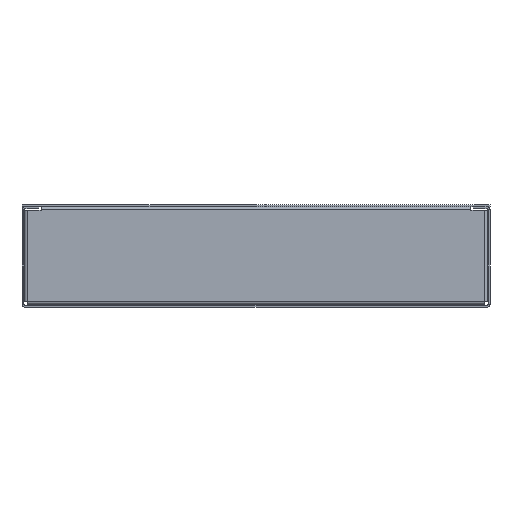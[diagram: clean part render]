
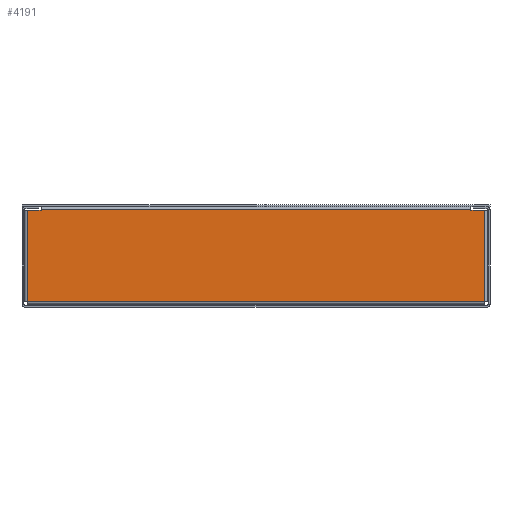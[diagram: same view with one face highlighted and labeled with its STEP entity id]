
A CAD part, front view. The second image highlights one B-rep face of the part: STEP entity #4191.
In plain terms, the highlighted planar face has unit normal (0, -1, 0).
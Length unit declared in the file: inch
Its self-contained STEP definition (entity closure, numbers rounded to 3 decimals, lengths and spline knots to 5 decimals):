
#260 = CARTESIAN_POINT ( 'NONE',  ( -6.429, -9., 2.9 ) ) ;
#293 = VECTOR ( 'NONE', #4778, 39.37008 ) ;
#441 = VECTOR ( 'NONE', #1338, 39.37008 ) ;
#448 = VERTEX_POINT ( 'NONE', #3243 ) ;
#574 = CARTESIAN_POINT ( 'NONE',  ( 6.429, -9., 2.914 ) ) ;
#586 = LINE ( 'NONE', #2284, #6178 ) ;
#715 = EDGE_LOOP ( 'NONE', ( #1226, #2451, #1510, #2198, #1472, #2037, #5846, #6068 ) ) ;
#791 = EDGE_CURVE ( 'NONE', #3235, #1669, #4620, .T. ) ;
#855 = VECTOR ( 'NONE', #1275, 39.37008 ) ;
#878 = DIRECTION ( 'NONE',  ( 0., 1., 0. ) ) ;
#1116 = CARTESIAN_POINT ( 'NONE',  ( 6.429, -9., 2.9 ) ) ;
#1156 = DIRECTION ( 'NONE',  ( -1., 0., 0. ) ) ;
#1225 = CARTESIAN_POINT ( 'NONE',  ( -6.844, -9., 0.166 ) ) ;
#1226 = ORIENTED_EDGE ( 'NONE', *, *, #1615, .F. ) ;
#1275 = DIRECTION ( 'NONE',  ( 1., 0., 0. ) ) ;
#1338 = DIRECTION ( 'NONE',  ( 1., 0., 0. ) ) ;
#1368 = CARTESIAN_POINT ( 'NONE',  ( -6.844, -9., 2.9 ) ) ;
#1472 = ORIENTED_EDGE ( 'NONE', *, *, #3194, .F. ) ;
#1482 = DIRECTION ( 'NONE',  ( -1., 0., 0. ) ) ;
#1497 = EDGE_CURVE ( 'NONE', #3060, #5038, #586, .T. ) ;
#1510 = ORIENTED_EDGE ( 'NONE', *, *, #6268, .F. ) ;
#1560 = CARTESIAN_POINT ( 'NONE',  ( -6.844, -9., 2.9 ) ) ;
#1615 = EDGE_CURVE ( 'NONE', #448, #3060, #2884, .T. ) ;
#1669 = VERTEX_POINT ( 'NONE', #3971 ) ;
#1815 = VECTOR ( 'NONE', #1156, 39.37008 ) ;
#1891 = VERTEX_POINT ( 'NONE', #2239 ) ;
#1903 = CARTESIAN_POINT ( 'NONE',  ( -6.844, -9., 2.914 ) ) ;
#2037 = ORIENTED_EDGE ( 'NONE', *, *, #791, .F. ) ;
#2069 = LINE ( 'NONE', #1560, #293 ) ;
#2198 = ORIENTED_EDGE ( 'NONE', *, *, #6206, .F. ) ;
#2239 = CARTESIAN_POINT ( 'NONE',  ( -6.429, -9., 2.9 ) ) ;
#2284 = CARTESIAN_POINT ( 'NONE',  ( 6.429, -9., 2.9 ) ) ;
#2441 = FACE_OUTER_BOUND ( 'NONE', #715, .T. ) ;
#2451 = ORIENTED_EDGE ( 'NONE', *, *, #4484, .F. ) ;
#2594 = VECTOR ( 'NONE', #2833, 39.37008 ) ;
#2660 = CARTESIAN_POINT ( 'NONE',  ( 6.844, -9., 2.9 ) ) ;
#2746 = CARTESIAN_POINT ( 'NONE',  ( 6.844, -9., 2.9 ) ) ;
#2833 = DIRECTION ( 'NONE',  ( 0., 0., 1. ) ) ;
#2884 = LINE ( 'NONE', #1903, #441 ) ;
#3060 = VERTEX_POINT ( 'NONE', #574 ) ;
#3194 = EDGE_CURVE ( 'NONE', #1669, #3196, #3248, .T. ) ;
#3196 = VERTEX_POINT ( 'NONE', #1225 ) ;
#3235 = VERTEX_POINT ( 'NONE', #2746 ) ;
#3243 = CARTESIAN_POINT ( 'NONE',  ( -6.429, -9., 2.914 ) ) ;
#3248 = LINE ( 'NONE', #6403, #1815 ) ;
#3299 = DIRECTION ( 'NONE',  ( 0., 0., -1. ) ) ;
#3381 = LINE ( 'NONE', #260, #3975 ) ;
#3445 = AXIS2_PLACEMENT_3D ( 'NONE', #5520, #878, #1482 ) ;
#3850 = CARTESIAN_POINT ( 'NONE',  ( -6.844, -9., 2.9 ) ) ;
#3971 = CARTESIAN_POINT ( 'NONE',  ( 6.844, -9., 0.166 ) ) ;
#3975 = VECTOR ( 'NONE', #5922, 39.37008 ) ;
#4191 = ADVANCED_FACE ( 'NONE', ( #2441 ), #5112, .F. ) ;
#4343 = EDGE_CURVE ( 'NONE', #5038, #3235, #2069, .T. ) ;
#4484 = EDGE_CURVE ( 'NONE', #1891, #448, #3381, .T. ) ;
#4499 = VERTEX_POINT ( 'NONE', #5349 ) ;
#4620 = LINE ( 'NONE', #2660, #6420 ) ;
#4726 = DIRECTION ( 'NONE',  ( 0., 0., -1. ) ) ;
#4778 = DIRECTION ( 'NONE',  ( 1., 0., 0. ) ) ;
#5022 = LINE ( 'NONE', #1368, #2594 ) ;
#5038 = VERTEX_POINT ( 'NONE', #1116 ) ;
#5112 = PLANE ( 'NONE',  #3445 ) ;
#5349 = CARTESIAN_POINT ( 'NONE',  ( -6.844, -9., 2.9 ) ) ;
#5520 = CARTESIAN_POINT ( 'NONE',  ( -6.844, -9., 2.9 ) ) ;
#5846 = ORIENTED_EDGE ( 'NONE', *, *, #4343, .F. ) ;
#5922 = DIRECTION ( 'NONE',  ( 0., 0., 1. ) ) ;
#5947 = LINE ( 'NONE', #3850, #855 ) ;
#6068 = ORIENTED_EDGE ( 'NONE', *, *, #1497, .F. ) ;
#6178 = VECTOR ( 'NONE', #3299, 39.37008 ) ;
#6206 = EDGE_CURVE ( 'NONE', #3196, #4499, #5022, .T. ) ;
#6268 = EDGE_CURVE ( 'NONE', #4499, #1891, #5947, .T. ) ;
#6403 = CARTESIAN_POINT ( 'NONE',  ( -6.844, -9., 0.166 ) ) ;
#6420 = VECTOR ( 'NONE', #4726, 39.37008 ) ;
